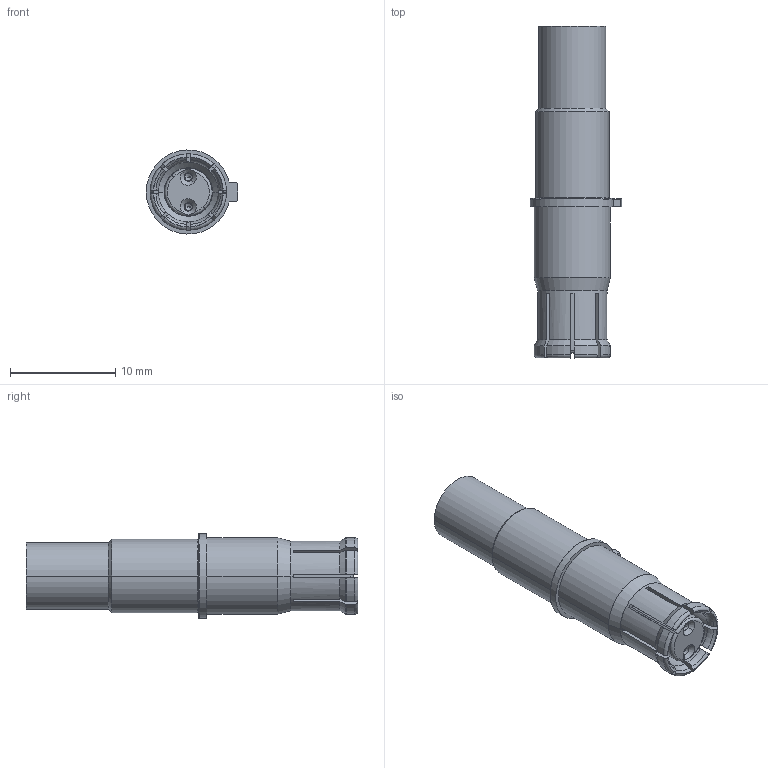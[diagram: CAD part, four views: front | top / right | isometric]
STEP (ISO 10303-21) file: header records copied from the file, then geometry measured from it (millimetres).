
FILE_DESCRIPTION((''),'2;1');
FILE_NAME('00170472002','2020-09-17T',('presta_be4'),(''),'CREO PARAMETRIC BY PTC INC, 2018360','CREO PARAMETRIC BY PTC INC, 2018360','');
FILE_SCHEMA(('CONFIG_CONTROL_DESIGN'));
Length unit declared in the file: millimetre
Products named in the file (1): 00170472002
Bounding box: 8.68 x 31.46 x 7.97 mm (x, y, z)
Volume: 761.1 mm3; surface area: 2361.5 mm2
Topology: 1 solids, 1 shells, 299 faces, 810 edges, 512 vertices
Faces by surface type: cylinder 99, plane 98, torus 60, cone 42
Entity records: 10321 total; most frequent: CARTESIAN_POINT 2754, ORIENTED_EDGE 1604, DIRECTION 1592, EDGE_CURVE 802, AXIS2_PLACEMENT_3D 637, VERTEX_POINT 512, CIRCLE 338, EDGE_LOOP 328
